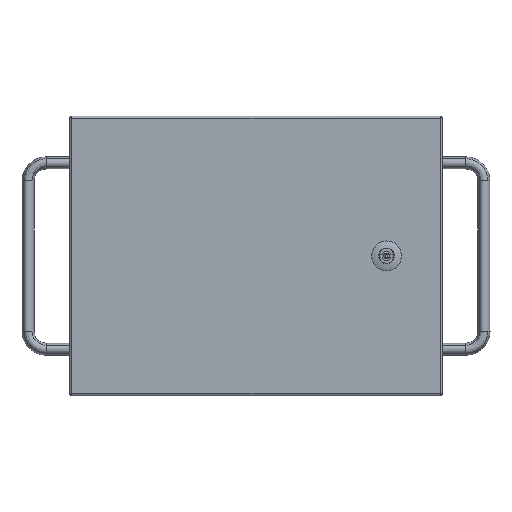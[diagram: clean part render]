
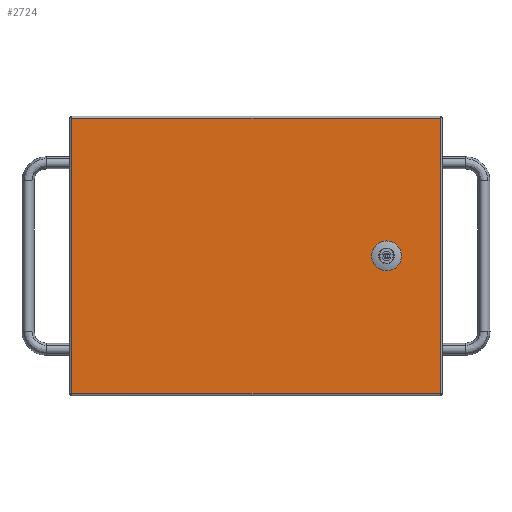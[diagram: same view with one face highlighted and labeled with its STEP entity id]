
A CAD part, top view. The second image highlights one B-rep face of the part: STEP entity #2724.
In plain terms, the highlighted face is planar.
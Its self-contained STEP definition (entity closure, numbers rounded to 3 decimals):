
#42 = AXIS2_PLACEMENT_3D ( 'NONE', #28228, #25813, #20611 ) ;
#128 = VERTEX_POINT ( 'NONE', #23826 ) ;
#243 = VERTEX_POINT ( 'NONE', #33000 ) ;
#343 = DIRECTION ( 'NONE',  ( 0., 0., -1. ) ) ;
#687 = VERTEX_POINT ( 'NONE', #29904 ) ;
#723 = EDGE_CURVE ( 'NONE', #687, #15073, #27200, .T. ) ;
#1050 = CIRCLE ( 'NONE', #12279, 11.25 ) ;
#1118 = EDGE_CURVE ( 'NONE', #22268, #687, #23516, .T. ) ;
#1419 = ORIENTED_EDGE ( 'NONE', *, *, #21674, .F. ) ;
#1594 = VERTEX_POINT ( 'NONE', #2168 ) ;
#1796 = LINE ( 'NONE', #22302, #18352 ) ;
#1913 = ORIENTED_EDGE ( 'NONE', *, *, #1118, .F. ) ;
#2165 = CARTESIAN_POINT ( 'NONE',  ( 150.05, 5.056, 0. ) ) ;
#2168 = CARTESIAN_POINT ( 'NONE',  ( -197.5, -147.5, 0. ) ) ;
#2193 = ORIENTED_EDGE ( 'NONE', *, *, #33363, .T. ) ;
#2436 = VECTOR ( 'NONE', #11605, 1000. ) ;
#2534 = ORIENTED_EDGE ( 'NONE', *, *, #2560, .F. ) ;
#2560 = EDGE_CURVE ( 'NONE', #14231, #22268, #10974, .T. ) ;
#2693 = VECTOR ( 'NONE', #8429, 1000. ) ;
#2723 = CARTESIAN_POINT ( 'NONE',  ( 129.95, -5.056, 0. ) ) ;
#2724 = ADVANCED_FACE ( 'NONE', ( #31733, #28828 ), #31137, .F. ) ;
#3753 = CARTESIAN_POINT ( 'NONE',  ( 150.05, -5.056, 0. ) ) ;
#4290 = VECTOR ( 'NONE', #18285, 1000. ) ;
#5078 = ORIENTED_EDGE ( 'NONE', *, *, #9117, .T. ) ;
#5600 = CARTESIAN_POINT ( 'NONE',  ( -197.5, -148.743, 0. ) ) ;
#5919 = EDGE_CURVE ( 'NONE', #20272, #13288, #1050, .T. ) ;
#6102 = CARTESIAN_POINT ( 'NONE',  ( -198.743, 147.5, 0. ) ) ;
#6230 = CARTESIAN_POINT ( 'NONE',  ( 134.944, 10.05, 0. ) ) ;
#6561 = DIRECTION ( 'NONE',  ( 0., -1., 0. ) ) ;
#7669 = CARTESIAN_POINT ( 'NONE',  ( 134.944, -10.05, 0. ) ) ;
#7951 = DIRECTION ( 'NONE',  ( 0., -1., 0. ) ) ;
#8246 = LINE ( 'NONE', #15612, #8624 ) ;
#8429 = DIRECTION ( 'NONE',  ( 0., 1., 0. ) ) ;
#8624 = VECTOR ( 'NONE', #25931, 1000. ) ;
#8662 = EDGE_LOOP ( 'NONE', ( #9190, #14514, #18136, #21054, #1419, #33773, #1913, #2534 ) ) ;
#9117 = EDGE_CURVE ( 'NONE', #128, #243, #28520, .T. ) ;
#9190 = ORIENTED_EDGE ( 'NONE', *, *, #33949, .F. ) ;
#9683 = LINE ( 'NONE', #5600, #2693 ) ;
#10249 = DIRECTION ( 'NONE',  ( -1., 0., 0. ) ) ;
#10890 = CARTESIAN_POINT ( 'NONE',  ( 140., 0., 0. ) ) ;
#10974 = CIRCLE ( 'NONE', #11291, 11.25 ) ;
#11291 = AXIS2_PLACEMENT_3D ( 'NONE', #19793, #24972, #19551 ) ;
#11489 = CARTESIAN_POINT ( 'NONE',  ( 145.056, 10.05, 0. ) ) ;
#11605 = DIRECTION ( 'NONE',  ( 0., 1., 0. ) ) ;
#12279 = AXIS2_PLACEMENT_3D ( 'NONE', #18379, #31476, #10249 ) ;
#13288 = VERTEX_POINT ( 'NONE', #27452 ) ;
#14104 = VERTEX_POINT ( 'NONE', #2165 ) ;
#14121 = DIRECTION ( 'NONE',  ( 0., 0., -1. ) ) ;
#14231 = VERTEX_POINT ( 'NONE', #7669 ) ;
#14412 = AXIS2_PLACEMENT_3D ( 'NONE', #32179, #343, #19189 ) ;
#14514 = ORIENTED_EDGE ( 'NONE', *, *, #5919, .F. ) ;
#15073 = VERTEX_POINT ( 'NONE', #6230 ) ;
#15245 = VECTOR ( 'NONE', #7951, 1000. ) ;
#15612 = CARTESIAN_POINT ( 'NONE',  ( 198.743, -147.5, 0. ) ) ;
#15757 = CARTESIAN_POINT ( 'NONE',  ( 145.056, 10.05, 0. ) ) ;
#16670 = ORIENTED_EDGE ( 'NONE', *, *, #21676, .T. ) ;
#17520 = CIRCLE ( 'NONE', #14412, 11.25 ) ;
#18136 = ORIENTED_EDGE ( 'NONE', *, *, #34231, .F. ) ;
#18285 = DIRECTION ( 'NONE',  ( -1., 0., 0. ) ) ;
#18352 = VECTOR ( 'NONE', #6561, 1000. ) ;
#18379 = CARTESIAN_POINT ( 'NONE',  ( 140., 0., 0. ) ) ;
#19131 = DIRECTION ( 'NONE',  ( -1., 0., 0. ) ) ;
#19189 = DIRECTION ( 'NONE',  ( -1., 0., 0. ) ) ;
#19242 = EDGE_CURVE ( 'NONE', #243, #1594, #8246, .T. ) ;
#19551 = DIRECTION ( 'NONE',  ( -1., 0., 0. ) ) ;
#19762 = DIRECTION ( 'NONE',  ( 1., 0., 0. ) ) ;
#19793 = CARTESIAN_POINT ( 'NONE',  ( 140., 0., 0. ) ) ;
#20272 = VERTEX_POINT ( 'NONE', #3753 ) ;
#20611 = DIRECTION ( 'NONE',  ( 1., 0., 0. ) ) ;
#21054 = ORIENTED_EDGE ( 'NONE', *, *, #34034, .F. ) ;
#21674 = EDGE_CURVE ( 'NONE', #15073, #33180, #29288, .T. ) ;
#21676 = EDGE_CURVE ( 'NONE', #32229, #128, #31345, .T. ) ;
#22268 = VERTEX_POINT ( 'NONE', #2723 ) ;
#22302 = CARTESIAN_POINT ( 'NONE',  ( 150.05, 5.056, 0. ) ) ;
#23516 = LINE ( 'NONE', #30307, #2436 ) ;
#23826 = CARTESIAN_POINT ( 'NONE',  ( 197.5, 147.5, 0. ) ) ;
#24263 = VECTOR ( 'NONE', #19762, 1000. ) ;
#24920 = ORIENTED_EDGE ( 'NONE', *, *, #19242, .T. ) ;
#24972 = DIRECTION ( 'NONE',  ( 0., 0., -1. ) ) ;
#25391 = LINE ( 'NONE', #29289, #4290 ) ;
#25813 = DIRECTION ( 'NONE',  ( 0., 0., 1. ) ) ;
#25931 = DIRECTION ( 'NONE',  ( -1., 0., 0. ) ) ;
#26271 = CARTESIAN_POINT ( 'NONE',  ( 197.5, 148.743, 0. ) ) ;
#27200 = CIRCLE ( 'NONE', #29499, 11.25 ) ;
#27452 = CARTESIAN_POINT ( 'NONE',  ( 145.056, -10.05, 0. ) ) ;
#28228 = CARTESIAN_POINT ( 'NONE',  ( -200., 150., 0. ) ) ;
#28520 = LINE ( 'NONE', #26271, #15245 ) ;
#28828 = FACE_OUTER_BOUND ( 'NONE', #33229, .T. ) ;
#29288 = LINE ( 'NONE', #11489, #30954 ) ;
#29289 = CARTESIAN_POINT ( 'NONE',  ( 145.056, -10.05, 0. ) ) ;
#29499 = AXIS2_PLACEMENT_3D ( 'NONE', #10890, #14121, #19131 ) ;
#29836 = DIRECTION ( 'NONE',  ( 1., 0., 0. ) ) ;
#29904 = CARTESIAN_POINT ( 'NONE',  ( 129.95, 5.056, 0. ) ) ;
#30307 = CARTESIAN_POINT ( 'NONE',  ( 129.95, 5.056, 0. ) ) ;
#30954 = VECTOR ( 'NONE', #29836, 1000. ) ;
#31137 = PLANE ( 'NONE',  #42 ) ;
#31345 = LINE ( 'NONE', #6102, #24263 ) ;
#31476 = DIRECTION ( 'NONE',  ( 0., 0., -1. ) ) ;
#31733 = FACE_BOUND ( 'NONE', #8662, .T. ) ;
#32179 = CARTESIAN_POINT ( 'NONE',  ( 140., 0., 0. ) ) ;
#32229 = VERTEX_POINT ( 'NONE', #33644 ) ;
#33000 = CARTESIAN_POINT ( 'NONE',  ( 197.5, -147.5, 0. ) ) ;
#33180 = VERTEX_POINT ( 'NONE', #15757 ) ;
#33229 = EDGE_LOOP ( 'NONE', ( #24920, #2193, #16670, #5078 ) ) ;
#33363 = EDGE_CURVE ( 'NONE', #1594, #32229, #9683, .T. ) ;
#33644 = CARTESIAN_POINT ( 'NONE',  ( -197.5, 147.5, 0. ) ) ;
#33773 = ORIENTED_EDGE ( 'NONE', *, *, #723, .F. ) ;
#33949 = EDGE_CURVE ( 'NONE', #13288, #14231, #25391, .T. ) ;
#34034 = EDGE_CURVE ( 'NONE', #33180, #14104, #17520, .T. ) ;
#34231 = EDGE_CURVE ( 'NONE', #14104, #20272, #1796, .T. ) ;
